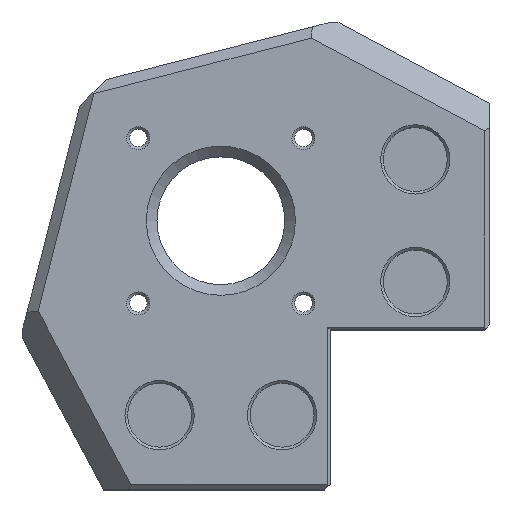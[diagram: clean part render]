
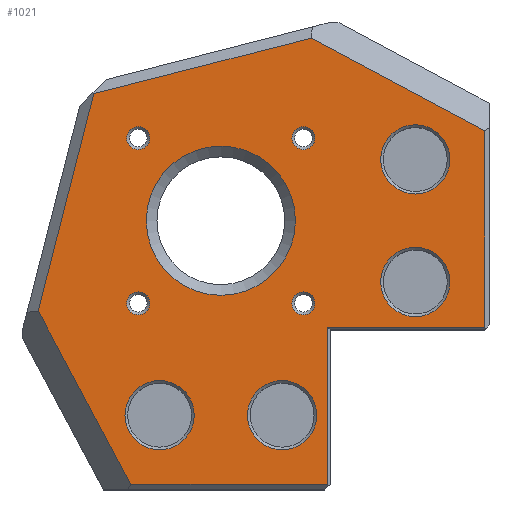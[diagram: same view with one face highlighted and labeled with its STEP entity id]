
A CAD part, top view. The second image highlights one B-rep face of the part: STEP entity #1021.
In plain terms, the highlighted planar face has unit normal (0, 0, 1).
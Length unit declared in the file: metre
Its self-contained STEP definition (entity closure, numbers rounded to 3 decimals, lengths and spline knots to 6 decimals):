
#42=CIRCLE('',#1101,0.00215);
#43=CIRCLE('',#1102,0.00215);
#44=CIRCLE('',#1103,0.00215);
#45=CIRCLE('',#1104,0.00215);
#46=CIRCLE('',#1105,0.0065);
#47=CIRCLE('',#1106,0.0065);
#48=CIRCLE('',#1107,0.0065);
#49=CIRCLE('',#1108,0.0065);
#50=CIRCLE('',#1109,0.014);
#93=ORIENTED_EDGE('',*,*,#354,.T.);
#94=ORIENTED_EDGE('',*,*,#355,.T.);
#95=ORIENTED_EDGE('',*,*,#356,.T.);
#96=ORIENTED_EDGE('',*,*,#357,.T.);
#97=ORIENTED_EDGE('',*,*,#358,.T.);
#98=ORIENTED_EDGE('',*,*,#359,.T.);
#99=ORIENTED_EDGE('',*,*,#360,.T.);
#100=ORIENTED_EDGE('',*,*,#361,.T.);
#101=ORIENTED_EDGE('',*,*,#362,.T.);
#102=ORIENTED_EDGE('',*,*,#363,.T.);
#103=ORIENTED_EDGE('',*,*,#364,.T.);
#104=ORIENTED_EDGE('',*,*,#365,.F.);
#105=ORIENTED_EDGE('',*,*,#366,.T.);
#106=ORIENTED_EDGE('',*,*,#367,.T.);
#107=ORIENTED_EDGE('',*,*,#368,.T.);
#108=ORIENTED_EDGE('',*,*,#369,.T.);
#109=ORIENTED_EDGE('',*,*,#370,.T.);
#354=EDGE_CURVE('',#484,#484,#42,.F.);
#355=EDGE_CURVE('',#485,#485,#43,.F.);
#356=EDGE_CURVE('',#486,#486,#44,.F.);
#357=EDGE_CURVE('',#487,#487,#45,.F.);
#358=EDGE_CURVE('',#488,#488,#46,.F.);
#359=EDGE_CURVE('',#489,#489,#47,.F.);
#360=EDGE_CURVE('',#490,#490,#48,.F.);
#361=EDGE_CURVE('',#491,#491,#49,.F.);
#362=EDGE_CURVE('',#492,#492,#50,.F.);
#363=EDGE_CURVE('',#493,#494,#583,.T.);
#364=EDGE_CURVE('',#494,#495,#584,.T.);
#365=EDGE_CURVE('',#496,#495,#585,.T.);
#366=EDGE_CURVE('',#496,#497,#586,.T.);
#367=EDGE_CURVE('',#497,#498,#587,.T.);
#368=EDGE_CURVE('',#498,#499,#588,.T.);
#369=EDGE_CURVE('',#499,#500,#589,.T.);
#370=EDGE_CURVE('',#500,#493,#590,.T.);
#484=VERTEX_POINT('',#1533);
#485=VERTEX_POINT('',#1535);
#486=VERTEX_POINT('',#1537);
#487=VERTEX_POINT('',#1539);
#488=VERTEX_POINT('',#1541);
#489=VERTEX_POINT('',#1543);
#490=VERTEX_POINT('',#1545);
#491=VERTEX_POINT('',#1547);
#492=VERTEX_POINT('',#1549);
#493=VERTEX_POINT('',#1551);
#494=VERTEX_POINT('',#1552);
#495=VERTEX_POINT('',#1554);
#496=VERTEX_POINT('',#1556);
#497=VERTEX_POINT('',#1558);
#498=VERTEX_POINT('',#1560);
#499=VERTEX_POINT('',#1562);
#500=VERTEX_POINT('',#1564);
#583=LINE('',#1550,#679);
#584=LINE('',#1553,#680);
#585=LINE('',#1555,#681);
#586=LINE('',#1557,#682);
#587=LINE('',#1559,#683);
#588=LINE('',#1561,#684);
#589=LINE('',#1563,#685);
#590=LINE('',#1565,#686);
#679=VECTOR('',#1241,1.);
#680=VECTOR('',#1242,1.);
#681=VECTOR('',#1243,1.);
#682=VECTOR('',#1244,1.);
#683=VECTOR('',#1245,1.);
#684=VECTOR('',#1246,1.);
#685=VECTOR('',#1247,1.);
#686=VECTOR('',#1248,1.);
#763=EDGE_LOOP('',(#93));
#764=EDGE_LOOP('',(#94));
#765=EDGE_LOOP('',(#95));
#766=EDGE_LOOP('',(#96));
#767=EDGE_LOOP('',(#97));
#768=EDGE_LOOP('',(#98));
#769=EDGE_LOOP('',(#99));
#770=EDGE_LOOP('',(#100));
#771=EDGE_LOOP('',(#101));
#772=EDGE_LOOP('',(#102,#103,#104,#105,#106,#107,#108,#109));
#870=FACE_BOUND('',#763,.T.);
#871=FACE_BOUND('',#764,.T.);
#872=FACE_BOUND('',#765,.T.);
#873=FACE_BOUND('',#766,.T.);
#874=FACE_BOUND('',#767,.T.);
#875=FACE_BOUND('',#768,.T.);
#876=FACE_BOUND('',#769,.T.);
#877=FACE_BOUND('',#770,.T.);
#878=FACE_BOUND('',#771,.T.);
#879=FACE_BOUND('',#772,.T.);
#977=PLANE('',#1100);
#1021=ADVANCED_FACE('',(#870,#871,#872,#873,#874,#875,#876,#877,#878,#879),
#977,.T.);
#1100=AXIS2_PLACEMENT_3D('',#1531,#1221,#1222);
#1101=AXIS2_PLACEMENT_3D('',#1532,#1223,#1224);
#1102=AXIS2_PLACEMENT_3D('',#1534,#1225,#1226);
#1103=AXIS2_PLACEMENT_3D('',#1536,#1227,#1228);
#1104=AXIS2_PLACEMENT_3D('',#1538,#1229,#1230);
#1105=AXIS2_PLACEMENT_3D('',#1540,#1231,#1232);
#1106=AXIS2_PLACEMENT_3D('',#1542,#1233,#1234);
#1107=AXIS2_PLACEMENT_3D('',#1544,#1235,#1236);
#1108=AXIS2_PLACEMENT_3D('',#1546,#1237,#1238);
#1109=AXIS2_PLACEMENT_3D('',#1548,#1239,#1240);
#1221=DIRECTION('',(0.,0.,1.));
#1222=DIRECTION('',(1.,0.,0.));
#1223=DIRECTION('',(0.,0.,1.));
#1224=DIRECTION('',(1.,0.,0.));
#1225=DIRECTION('',(0.,0.,1.));
#1226=DIRECTION('',(1.,0.,0.));
#1227=DIRECTION('',(0.,0.,1.));
#1228=DIRECTION('',(1.,0.,0.));
#1229=DIRECTION('',(0.,0.,1.));
#1230=DIRECTION('',(1.,0.,0.));
#1231=DIRECTION('',(0.,0.,1.));
#1232=DIRECTION('',(1.,0.,0.));
#1233=DIRECTION('',(0.,0.,1.));
#1234=DIRECTION('',(1.,0.,0.));
#1235=DIRECTION('',(0.,0.,1.));
#1236=DIRECTION('',(1.,0.,0.));
#1237=DIRECTION('',(0.,0.,1.));
#1238=DIRECTION('',(1.,0.,0.));
#1239=DIRECTION('',(0.,0.,1.));
#1240=DIRECTION('',(1.,0.,0.));
#1241=DIRECTION('',(1.,0.,0.));
#1242=DIRECTION('',(0.,1.,0.));
#1243=DIRECTION('',(0.882,-0.471,0.));
#1244=DIRECTION('',(-0.969,-0.248,0.));
#1245=DIRECTION('',(-0.248,-0.969,0.));
#1246=DIRECTION('',(0.471,-0.882,0.));
#1247=DIRECTION('',(1.,0.,0.));
#1248=DIRECTION('',(0.,1.,0.));
#1531=CARTESIAN_POINT('',(0.007,-0.007,0.005));
#1532=CARTESIAN_POINT('',(0.0155,-0.0155,0.005));
#1533=CARTESIAN_POINT('',(0.01765,-0.0155,0.005));
#1534=CARTESIAN_POINT('',(0.0155,0.0155,0.005));
#1535=CARTESIAN_POINT('',(0.01765,0.0155,0.005));
#1536=CARTESIAN_POINT('',(-0.0155,0.0155,0.005));
#1537=CARTESIAN_POINT('',(-0.01335,0.0155,0.005));
#1538=CARTESIAN_POINT('',(-0.0155,-0.0155,0.005));
#1539=CARTESIAN_POINT('',(-0.01335,-0.0155,0.005));
#1540=CARTESIAN_POINT('',(0.0115,-0.0365,0.005));
#1541=CARTESIAN_POINT('',(0.018,-0.0365,0.005));
#1542=CARTESIAN_POINT('',(-0.0115,-0.0365,0.005));
#1543=CARTESIAN_POINT('',(-0.005,-0.0365,0.005));
#1544=CARTESIAN_POINT('',(0.0365,-0.0115,0.005));
#1545=CARTESIAN_POINT('',(0.043,-0.0115,0.005));
#1546=CARTESIAN_POINT('',(0.0365,0.0115,0.005));
#1547=CARTESIAN_POINT('',(0.043,0.0115,0.005));
#1548=CARTESIAN_POINT('',(0.,0.,0.005));
#1549=CARTESIAN_POINT('',(0.014,0.,0.005));
#1550=CARTESIAN_POINT('',(0.007,-0.02,0.005));
#1551=CARTESIAN_POINT('',(0.02,-0.02,0.005));
#1552=CARTESIAN_POINT('',(0.0495,-0.02,0.005));
#1553=CARTESIAN_POINT('',(0.0495,0.016367,0.005));
#1554=CARTESIAN_POINT('',(0.0495,0.0169,0.005));
#1555=CARTESIAN_POINT('',(0.026336,0.029254,0.005));
#1556=CARTESIAN_POINT('',(0.016935,0.034268,0.005));
#1557=CARTESIAN_POINT('',(-0.021004,0.024562,0.005));
#1558=CARTESIAN_POINT('',(-0.023838,0.023838,0.005));
#1559=CARTESIAN_POINT('',(-0.033725,-0.014815,0.005));
#1560=CARTESIAN_POINT('',(-0.034268,-0.016935,0.005));
#1561=CARTESIAN_POINT('',(-0.029254,-0.026336,0.005));
#1562=CARTESIAN_POINT('',(-0.0169,-0.0495,0.005));
#1563=CARTESIAN_POINT('',(0.02,-0.0495,0.005));
#1564=CARTESIAN_POINT('',(0.02,-0.0495,0.005));
#1565=CARTESIAN_POINT('',(0.02,-0.0205,0.005));
